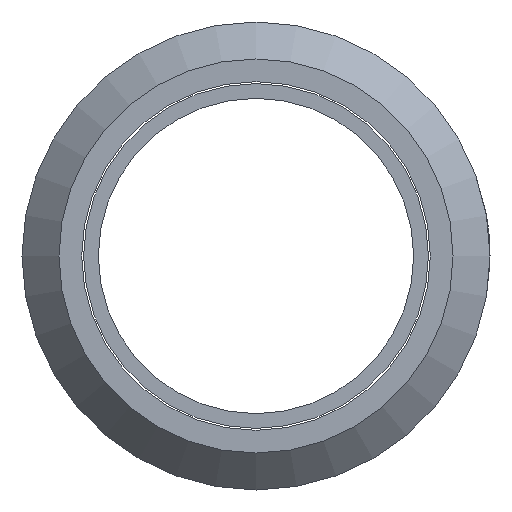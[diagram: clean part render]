
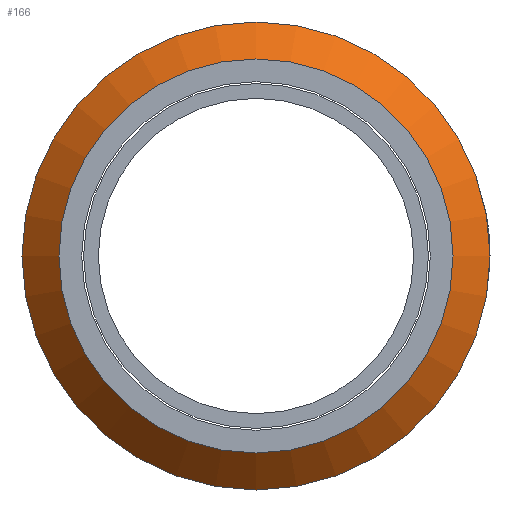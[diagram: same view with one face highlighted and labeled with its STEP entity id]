
A CAD part, left-side view. The second image highlights one B-rep face of the part: STEP entity #166.
In plain terms, the highlighted conical face has half-angle 45 degrees and reference radius 17.5 mm.
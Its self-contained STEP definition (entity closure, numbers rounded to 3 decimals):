
#24=CONICAL_SURFACE($,#187,17.5,45.);
#28=CIRCLE($,#186,16.);
#29=CIRCLE($,#188,19.);
#45=FACE_BOUND($,#77,.T.);
#65=FACE_OUTER_BOUND($,#76,.T.);
#76=EDGE_LOOP($,(#134));
#77=EDGE_LOOP($,(#135));
#104=VERTEX_POINT($,#348);
#105=VERTEX_POINT($,#351);
#118=EDGE_CURVE($,#104,#104,#28,.T.);
#119=EDGE_CURVE($,#105,#105,#29,.T.);
#134=ORIENTED_EDGE($,*,*,#119,.F.);
#135=ORIENTED_EDGE($,*,*,#118,.T.);
#166=ADVANCED_FACE($,(#65,#45),#24,.T.);
#186=AXIS2_PLACEMENT_3D($,#349,#222,#223);
#187=AXIS2_PLACEMENT_3D($,#350,#224,#225);
#188=AXIS2_PLACEMENT_3D($,#352,#226,#227);
#222=DIRECTION('center_axis',(1.,0.,0.));
#223=DIRECTION('ref_axis',(0.,1.,0.));
#224=DIRECTION('center_axis',(1.,0.,0.));
#225=DIRECTION('ref_axis',(0.,1.,0.));
#226=DIRECTION('center_axis',(1.,0.,0.));
#227=DIRECTION('ref_axis',(0.,1.,0.));
#348=CARTESIAN_POINT('',(-50.,16.,0.));
#349=CARTESIAN_POINT('Origin',(-50.,0.,0.));
#350=CARTESIAN_POINT('Origin',(-48.5,0.,0.));
#351=CARTESIAN_POINT('',(-47.,19.,0.));
#352=CARTESIAN_POINT('Origin',(-47.,0.,0.));
